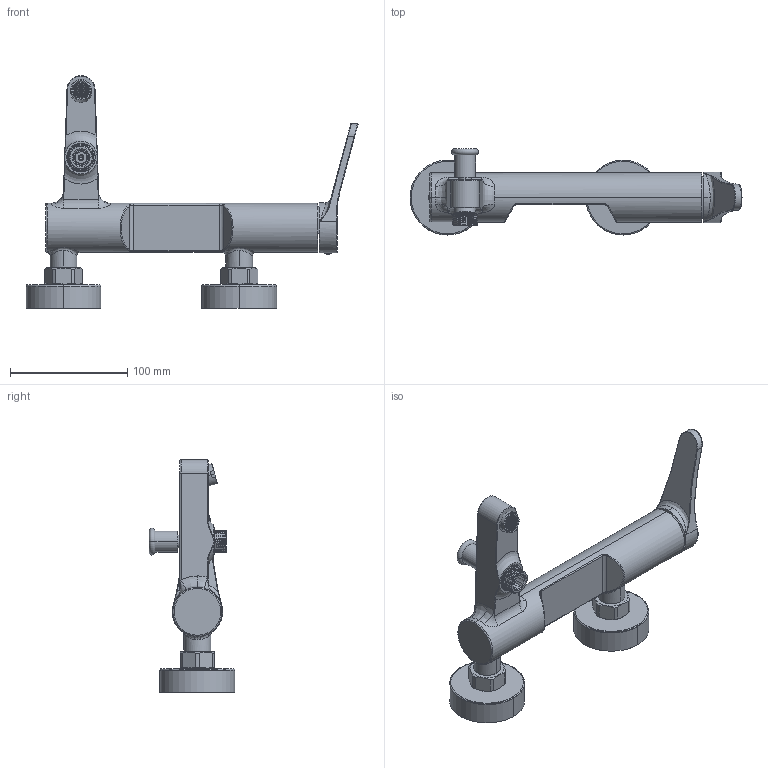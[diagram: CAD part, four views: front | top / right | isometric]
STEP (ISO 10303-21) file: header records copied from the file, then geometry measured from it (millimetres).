
FILE_DESCRIPTION((''),'2;1');
FILE_NAME('AKBR100','2021-05-24T16:43:27',('Michela Ferrini'),(''),'CREO PARAMETRIC BY PTC INC, 2020281','CREO PARAMETRIC BY PTC INC, 2020281','');
FILE_SCHEMA(('CONFIG_CONTROL_DESIGN'));
Products named in the file (17): AKBR100C001; SDVPKC0049; SDVBLC0051; SDVPKA0017; SDVMAA0002; SARMAC0009; SARMAC0008; SARMAA0002; SSRMAC0001; SSRMAC0006; SCCMAC0006; AKBR005C001; SRSMAC0001; SPRMAA0001; SPLMAC0003; SDVMAC0012; AKBR100
Assembly tree (19 placements, depth 4):
  AKBR100
    AKBR100C001
    SDVMAA0002
      SDVPKA0017
        SDVPKC0049
        SDVBLC0051
    SARMAA0002
      SARMAC0009
      SARMAC0008
    SSRMAC0001  x2
    SSRMAC0006  x2
    SCCMAC0006
    AKBR005C001
    SPRMAA0001
      SRSMAC0001  x2
    SPLMAC0003
    SDVMAC0012
Bounding box: 283.53 x 73.33 x 198.78 mm (x, y, z)
Volume: 211956.4 mm3; surface area: 162546.8 mm2
Topology: 15 solids, 25 shells, 2047 faces, 5415 edges, 3447 vertices
Faces by surface type: plane 951, cylinder 499, bspline 344, cone 127, torus 79, sphere 46, revolution 1
Entity records: 100662 total; most frequent: CARTESIAN_POINT 55167, ORIENTED_EDGE 10030, DIRECTION 8365, EDGE_CURVE 5033, VERTEX_POINT 3183, AXIS2_PLACEMENT_3D 2870, VECTOR 2624, LINE 2624
